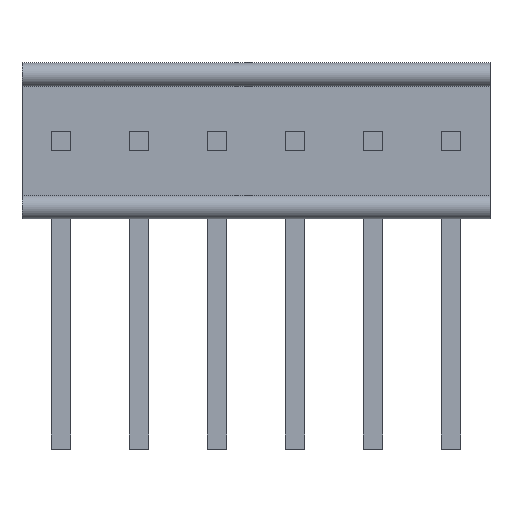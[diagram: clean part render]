
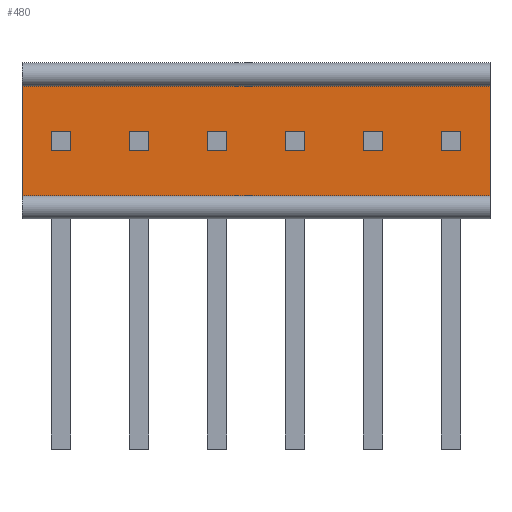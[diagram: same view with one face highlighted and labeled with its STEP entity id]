
A CAD part, front view. The second image highlights one B-rep face of the part: STEP entity #480.
In plain terms, the highlighted planar face has unit normal (0, -1, 0).
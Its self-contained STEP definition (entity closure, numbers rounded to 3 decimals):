
#33 = VERTEX_POINT('',#34);
#34 = CARTESIAN_POINT('',(-7.62,0.,1.778));
#40 = EDGE_CURVE('',#33,#41,#43,.T.);
#41 = VERTEX_POINT('',#42);
#42 = CARTESIAN_POINT('',(-7.62,0.,-1.778));
#43 = LINE('',#44,#45);
#44 = CARTESIAN_POINT('',(-7.62,0.,1.778));
#45 = VECTOR('',#46,1.);
#46 = DIRECTION('',(0.,0.,-1.));
#379 = EDGE_CURVE('',#380,#382,#384,.T.);
#380 = VERTEX_POINT('',#381);
#381 = CARTESIAN_POINT('',(6.033,0.,-0.318));
#382 = VERTEX_POINT('',#383);
#383 = CARTESIAN_POINT('',(6.033,0.,0.318));
#384 = LINE('',#385,#386);
#385 = CARTESIAN_POINT('',(6.033,0.,-0.318));
#386 = VECTOR('',#387,1.);
#387 = DIRECTION('',(0.,0.,1.));
#480 = ADVANCED_FACE('',(#481,#506,#531,#565,#599,#633,#667),#701,.T.);
#481 = FACE_BOUND('',#482,.F.);
#482 = EDGE_LOOP('',(#483,#484,#492,#500));
#483 = ORIENTED_EDGE('',*,*,#40,.F.);
#484 = ORIENTED_EDGE('',*,*,#485,.T.);
#485 = EDGE_CURVE('',#33,#486,#488,.T.);
#486 = VERTEX_POINT('',#487);
#487 = CARTESIAN_POINT('',(7.62,0.,1.778));
#488 = LINE('',#489,#490);
#489 = CARTESIAN_POINT('',(-7.62,0.,1.778));
#490 = VECTOR('',#491,1.);
#491 = DIRECTION('',(1.,0.,0.));
#492 = ORIENTED_EDGE('',*,*,#493,.T.);
#493 = EDGE_CURVE('',#486,#494,#496,.T.);
#494 = VERTEX_POINT('',#495);
#495 = CARTESIAN_POINT('',(7.62,0.,-1.778));
#496 = LINE('',#497,#498);
#497 = CARTESIAN_POINT('',(7.62,0.,1.778));
#498 = VECTOR('',#499,1.);
#499 = DIRECTION('',(0.,0.,-1.));
#500 = ORIENTED_EDGE('',*,*,#501,.F.);
#501 = EDGE_CURVE('',#41,#494,#502,.T.);
#502 = LINE('',#503,#504);
#503 = CARTESIAN_POINT('',(-7.62,0.,-1.778));
#504 = VECTOR('',#505,1.);
#505 = DIRECTION('',(1.,0.,0.));
#506 = FACE_BOUND('',#507,.F.);
#507 = EDGE_LOOP('',(#508,#509,#517,#525));
#508 = ORIENTED_EDGE('',*,*,#379,.F.);
#509 = ORIENTED_EDGE('',*,*,#510,.T.);
#510 = EDGE_CURVE('',#380,#511,#513,.T.);
#511 = VERTEX_POINT('',#512);
#512 = CARTESIAN_POINT('',(6.668,0.,-0.318));
#513 = LINE('',#514,#515);
#514 = CARTESIAN_POINT('',(6.033,0.,-0.318));
#515 = VECTOR('',#516,1.);
#516 = DIRECTION('',(1.,0.,0.));
#517 = ORIENTED_EDGE('',*,*,#518,.T.);
#518 = EDGE_CURVE('',#511,#519,#521,.T.);
#519 = VERTEX_POINT('',#520);
#520 = CARTESIAN_POINT('',(6.668,0.,0.318));
#521 = LINE('',#522,#523);
#522 = CARTESIAN_POINT('',(6.668,0.,-0.318));
#523 = VECTOR('',#524,1.);
#524 = DIRECTION('',(0.,0.,1.));
#525 = ORIENTED_EDGE('',*,*,#526,.F.);
#526 = EDGE_CURVE('',#382,#519,#527,.T.);
#527 = LINE('',#528,#529);
#528 = CARTESIAN_POINT('',(6.033,0.,0.318));
#529 = VECTOR('',#530,1.);
#530 = DIRECTION('',(1.,0.,0.));
#531 = FACE_BOUND('',#532,.F.);
#532 = EDGE_LOOP('',(#533,#543,#551,#559));
#533 = ORIENTED_EDGE('',*,*,#534,.F.);
#534 = EDGE_CURVE('',#535,#537,#539,.T.);
#535 = VERTEX_POINT('',#536);
#536 = CARTESIAN_POINT('',(3.493,0.,-0.318));
#537 = VERTEX_POINT('',#538);
#538 = CARTESIAN_POINT('',(3.493,0.,0.318));
#539 = LINE('',#540,#541);
#540 = CARTESIAN_POINT('',(3.493,0.,-0.318));
#541 = VECTOR('',#542,1.);
#542 = DIRECTION('',(0.,0.,1.));
#543 = ORIENTED_EDGE('',*,*,#544,.T.);
#544 = EDGE_CURVE('',#535,#545,#547,.T.);
#545 = VERTEX_POINT('',#546);
#546 = CARTESIAN_POINT('',(4.128,0.,-0.318));
#547 = LINE('',#548,#549);
#548 = CARTESIAN_POINT('',(3.493,0.,-0.318));
#549 = VECTOR('',#550,1.);
#550 = DIRECTION('',(1.,0.,0.));
#551 = ORIENTED_EDGE('',*,*,#552,.T.);
#552 = EDGE_CURVE('',#545,#553,#555,.T.);
#553 = VERTEX_POINT('',#554);
#554 = CARTESIAN_POINT('',(4.128,0.,0.318));
#555 = LINE('',#556,#557);
#556 = CARTESIAN_POINT('',(4.128,0.,-0.318));
#557 = VECTOR('',#558,1.);
#558 = DIRECTION('',(0.,0.,1.));
#559 = ORIENTED_EDGE('',*,*,#560,.F.);
#560 = EDGE_CURVE('',#537,#553,#561,.T.);
#561 = LINE('',#562,#563);
#562 = CARTESIAN_POINT('',(3.493,0.,0.318));
#563 = VECTOR('',#564,1.);
#564 = DIRECTION('',(1.,0.,0.));
#565 = FACE_BOUND('',#566,.F.);
#566 = EDGE_LOOP('',(#567,#577,#585,#593));
#567 = ORIENTED_EDGE('',*,*,#568,.F.);
#568 = EDGE_CURVE('',#569,#571,#573,.T.);
#569 = VERTEX_POINT('',#570);
#570 = CARTESIAN_POINT('',(0.953,0.,-0.318));
#571 = VERTEX_POINT('',#572);
#572 = CARTESIAN_POINT('',(0.953,0.,0.318));
#573 = LINE('',#574,#575);
#574 = CARTESIAN_POINT('',(0.953,0.,-0.318));
#575 = VECTOR('',#576,1.);
#576 = DIRECTION('',(0.,0.,1.));
#577 = ORIENTED_EDGE('',*,*,#578,.T.);
#578 = EDGE_CURVE('',#569,#579,#581,.T.);
#579 = VERTEX_POINT('',#580);
#580 = CARTESIAN_POINT('',(1.588,0.,-0.318));
#581 = LINE('',#582,#583);
#582 = CARTESIAN_POINT('',(0.953,0.,-0.318));
#583 = VECTOR('',#584,1.);
#584 = DIRECTION('',(1.,0.,0.));
#585 = ORIENTED_EDGE('',*,*,#586,.T.);
#586 = EDGE_CURVE('',#579,#587,#589,.T.);
#587 = VERTEX_POINT('',#588);
#588 = CARTESIAN_POINT('',(1.588,0.,0.318));
#589 = LINE('',#590,#591);
#590 = CARTESIAN_POINT('',(1.588,0.,-0.318));
#591 = VECTOR('',#592,1.);
#592 = DIRECTION('',(0.,0.,1.));
#593 = ORIENTED_EDGE('',*,*,#594,.F.);
#594 = EDGE_CURVE('',#571,#587,#595,.T.);
#595 = LINE('',#596,#597);
#596 = CARTESIAN_POINT('',(0.953,0.,0.318));
#597 = VECTOR('',#598,1.);
#598 = DIRECTION('',(1.,0.,0.));
#599 = FACE_BOUND('',#600,.F.);
#600 = EDGE_LOOP('',(#601,#611,#619,#627));
#601 = ORIENTED_EDGE('',*,*,#602,.F.);
#602 = EDGE_CURVE('',#603,#605,#607,.T.);
#603 = VERTEX_POINT('',#604);
#604 = CARTESIAN_POINT('',(-1.588,0.,-0.318));
#605 = VERTEX_POINT('',#606);
#606 = CARTESIAN_POINT('',(-1.588,0.,0.318));
#607 = LINE('',#608,#609);
#608 = CARTESIAN_POINT('',(-1.588,0.,-0.318));
#609 = VECTOR('',#610,1.);
#610 = DIRECTION('',(0.,0.,1.));
#611 = ORIENTED_EDGE('',*,*,#612,.T.);
#612 = EDGE_CURVE('',#603,#613,#615,.T.);
#613 = VERTEX_POINT('',#614);
#614 = CARTESIAN_POINT('',(-0.953,0.,-0.318));
#615 = LINE('',#616,#617);
#616 = CARTESIAN_POINT('',(-1.588,0.,-0.318));
#617 = VECTOR('',#618,1.);
#618 = DIRECTION('',(1.,0.,0.));
#619 = ORIENTED_EDGE('',*,*,#620,.T.);
#620 = EDGE_CURVE('',#613,#621,#623,.T.);
#621 = VERTEX_POINT('',#622);
#622 = CARTESIAN_POINT('',(-0.953,0.,0.318));
#623 = LINE('',#624,#625);
#624 = CARTESIAN_POINT('',(-0.953,0.,-0.318));
#625 = VECTOR('',#626,1.);
#626 = DIRECTION('',(0.,0.,1.));
#627 = ORIENTED_EDGE('',*,*,#628,.F.);
#628 = EDGE_CURVE('',#605,#621,#629,.T.);
#629 = LINE('',#630,#631);
#630 = CARTESIAN_POINT('',(-1.588,0.,0.318));
#631 = VECTOR('',#632,1.);
#632 = DIRECTION('',(1.,0.,0.));
#633 = FACE_BOUND('',#634,.F.);
#634 = EDGE_LOOP('',(#635,#645,#653,#661));
#635 = ORIENTED_EDGE('',*,*,#636,.F.);
#636 = EDGE_CURVE('',#637,#639,#641,.T.);
#637 = VERTEX_POINT('',#638);
#638 = CARTESIAN_POINT('',(-4.128,0.,-0.318));
#639 = VERTEX_POINT('',#640);
#640 = CARTESIAN_POINT('',(-4.128,0.,0.318));
#641 = LINE('',#642,#643);
#642 = CARTESIAN_POINT('',(-4.128,0.,-0.318));
#643 = VECTOR('',#644,1.);
#644 = DIRECTION('',(0.,0.,1.));
#645 = ORIENTED_EDGE('',*,*,#646,.T.);
#646 = EDGE_CURVE('',#637,#647,#649,.T.);
#647 = VERTEX_POINT('',#648);
#648 = CARTESIAN_POINT('',(-3.493,0.,-0.318));
#649 = LINE('',#650,#651);
#650 = CARTESIAN_POINT('',(-4.128,0.,-0.318));
#651 = VECTOR('',#652,1.);
#652 = DIRECTION('',(1.,0.,0.));
#653 = ORIENTED_EDGE('',*,*,#654,.T.);
#654 = EDGE_CURVE('',#647,#655,#657,.T.);
#655 = VERTEX_POINT('',#656);
#656 = CARTESIAN_POINT('',(-3.493,0.,0.318));
#657 = LINE('',#658,#659);
#658 = CARTESIAN_POINT('',(-3.493,0.,-0.318));
#659 = VECTOR('',#660,1.);
#660 = DIRECTION('',(0.,0.,1.));
#661 = ORIENTED_EDGE('',*,*,#662,.F.);
#662 = EDGE_CURVE('',#639,#655,#663,.T.);
#663 = LINE('',#664,#665);
#664 = CARTESIAN_POINT('',(-4.128,0.,0.318));
#665 = VECTOR('',#666,1.);
#666 = DIRECTION('',(1.,0.,0.));
#667 = FACE_BOUND('',#668,.F.);
#668 = EDGE_LOOP('',(#669,#679,#687,#695));
#669 = ORIENTED_EDGE('',*,*,#670,.F.);
#670 = EDGE_CURVE('',#671,#673,#675,.T.);
#671 = VERTEX_POINT('',#672);
#672 = CARTESIAN_POINT('',(-6.668,0.,-0.318));
#673 = VERTEX_POINT('',#674);
#674 = CARTESIAN_POINT('',(-6.668,0.,0.318));
#675 = LINE('',#676,#677);
#676 = CARTESIAN_POINT('',(-6.668,0.,-0.318));
#677 = VECTOR('',#678,1.);
#678 = DIRECTION('',(0.,0.,1.));
#679 = ORIENTED_EDGE('',*,*,#680,.T.);
#680 = EDGE_CURVE('',#671,#681,#683,.T.);
#681 = VERTEX_POINT('',#682);
#682 = CARTESIAN_POINT('',(-6.033,0.,-0.318));
#683 = LINE('',#684,#685);
#684 = CARTESIAN_POINT('',(-6.668,0.,-0.318));
#685 = VECTOR('',#686,1.);
#686 = DIRECTION('',(1.,0.,0.));
#687 = ORIENTED_EDGE('',*,*,#688,.T.);
#688 = EDGE_CURVE('',#681,#689,#691,.T.);
#689 = VERTEX_POINT('',#690);
#690 = CARTESIAN_POINT('',(-6.033,0.,0.318));
#691 = LINE('',#692,#693);
#692 = CARTESIAN_POINT('',(-6.033,0.,-0.318));
#693 = VECTOR('',#694,1.);
#694 = DIRECTION('',(0.,0.,1.));
#695 = ORIENTED_EDGE('',*,*,#696,.F.);
#696 = EDGE_CURVE('',#673,#689,#697,.T.);
#697 = LINE('',#698,#699);
#698 = CARTESIAN_POINT('',(-6.668,0.,0.318));
#699 = VECTOR('',#700,1.);
#700 = DIRECTION('',(1.,0.,0.));
#701 = PLANE('',#702);
#702 = AXIS2_PLACEMENT_3D('',#703,#704,#705);
#703 = CARTESIAN_POINT('',(-7.62,0.,1.778));
#704 = DIRECTION('',(0.,-1.,0.));
#705 = DIRECTION('',(0.,0.,-1.));
